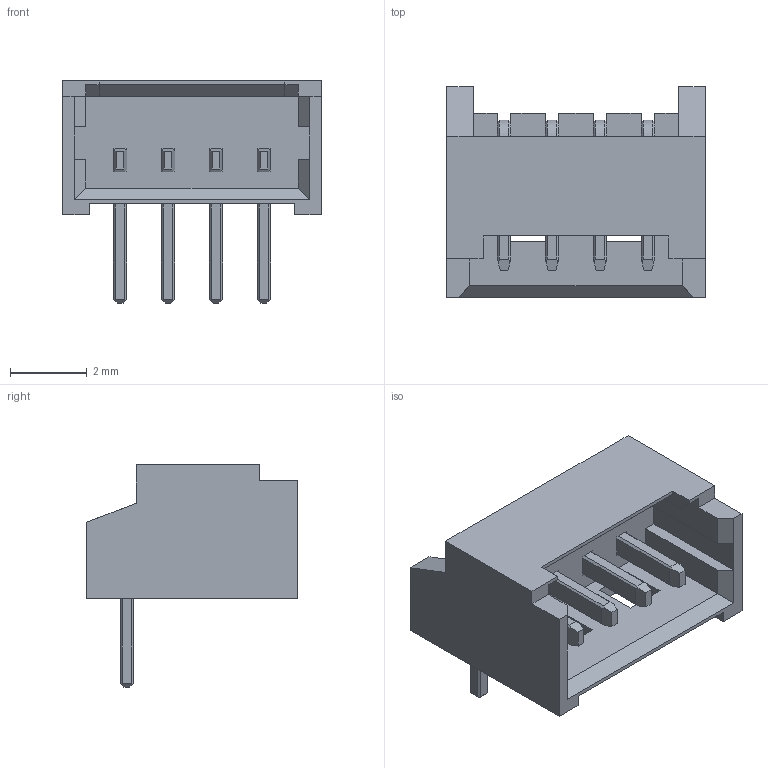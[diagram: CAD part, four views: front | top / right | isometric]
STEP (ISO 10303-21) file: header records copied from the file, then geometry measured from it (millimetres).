
FILE_DESCRIPTION(('FreeCAD Model'),'2;1');
FILE_NAME('Molex_PicoBlade_53048_X.step','2018-10-23T16:49:56',( 'kicad StepUp'),('ksu MCAD'),'Open CASCADE STEP processor 7.3', 'FreeCAD','Unknown');
FILE_SCHEMA(('AUTOMOTIVE_DESIGN { 1 0 10303 214 1 1 1 1 }'));
Length unit declared in the file: millimetre
Products named in the file (1): Molex_PicoBlade_53048_X
Bounding box: 6.75 x 5.5 x 5.8 mm (x, y, z)
Volume: 56.2 mm3; surface area: 219.1 mm2
Topology: 1 solids, 1 shells, 261 faces, 735 edges, 448 vertices
Faces by surface type: plane 233, bspline 16, cone 8, cylinder 4
Entity records: 10089 total; most frequent: CARTESIAN_POINT 1653, ORIENTED_EDGE 1470, DIRECTION 1211, EDGE_CURVE 735, LINE 655, VECTOR 655, VERTEX_POINT 448, AXIS2_PLACEMENT_3D 278
